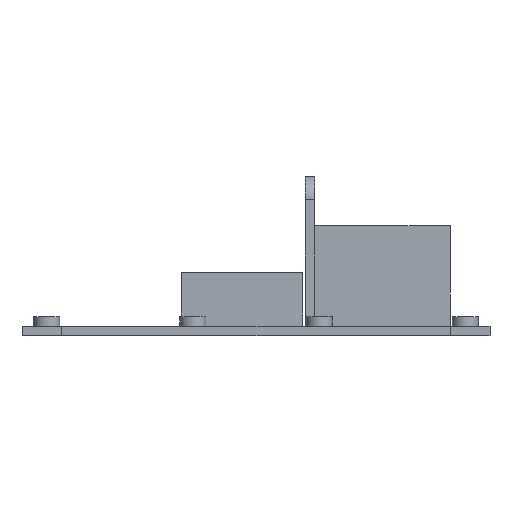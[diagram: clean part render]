
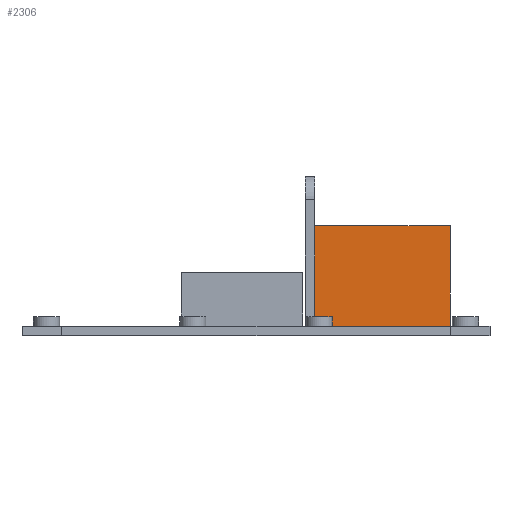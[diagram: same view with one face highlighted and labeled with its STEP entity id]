
A CAD part, left-side view. The second image highlights one B-rep face of the part: STEP entity #2306.
In plain terms, the highlighted planar face has unit normal (-1, 0, 0).
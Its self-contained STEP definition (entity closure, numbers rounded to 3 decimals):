
#32 = PLANE('',#33);
#33 = AXIS2_PLACEMENT_3D('',#34,#35,#36);
#34 = CARTESIAN_POINT('',(15.734,-12.5,14.494));
#35 = DIRECTION('',(-0.,-1.,-0.));
#36 = DIRECTION('',(0.,0.,-1.));
#190 = PLANE('',#191);
#191 = AXIS2_PLACEMENT_3D('',#192,#193,#194);
#192 = CARTESIAN_POINT('',(0.,0.,2.));
#193 = DIRECTION('',(0.,0.,1.));
#194 = DIRECTION('',(1.,0.,0.));
#292 = VERTEX_POINT('',#293);
#293 = CARTESIAN_POINT('',(39.5,-12.5,2.));
#314 = EDGE_CURVE('',#292,#315,#317,.T.);
#315 = VERTEX_POINT('',#316);
#316 = CARTESIAN_POINT('',(39.5,-12.5,6.5));
#317 = SURFACE_CURVE('',#318,(#322,#329),.PCURVE_S1.);
#318 = LINE('',#319,#320);
#319 = CARTESIAN_POINT('',(39.5,-12.5,2.));
#320 = VECTOR('',#321,1.);
#321 = DIRECTION('',(0.,0.,1.));
#322 = PCURVE('',#32,#323);
#323 = DEFINITIONAL_REPRESENTATION('',(#324),#328);
#324 = LINE('',#325,#326);
#325 = CARTESIAN_POINT('',(12.494,23.766));
#326 = VECTOR('',#327,1.);
#327 = DIRECTION('',(-1.,0.));
#328 = ( GEOMETRIC_REPRESENTATION_CONTEXT(2) 
PARAMETRIC_REPRESENTATION_CONTEXT() REPRESENTATION_CONTEXT('2D SPACE',''
  ) );
#329 = PCURVE('',#330,#335);
#330 = PLANE('',#331);
#331 = AXIS2_PLACEMENT_3D('',#332,#333,#334);
#332 = CARTESIAN_POINT('',(39.5,-12.5,2.));
#333 = DIRECTION('',(1.,0.,0.));
#334 = DIRECTION('',(0.,-1.,0.));
#335 = DEFINITIONAL_REPRESENTATION('',(#336),#340);
#336 = LINE('',#337,#338);
#337 = CARTESIAN_POINT('',(0.,0.));
#338 = VECTOR('',#339,1.);
#339 = DIRECTION('',(0.,-1.));
#340 = ( GEOMETRIC_REPRESENTATION_CONTEXT(2) 
PARAMETRIC_REPRESENTATION_CONTEXT() REPRESENTATION_CONTEXT('2D SPACE',''
  ) );
#1676 = VERTEX_POINT('',#1677);
#1677 = CARTESIAN_POINT('',(39.5,-41.5,2.));
#1691 = PLANE('',#1692);
#1692 = AXIS2_PLACEMENT_3D('',#1693,#1694,#1695);
#1693 = CARTESIAN_POINT('',(39.5,-41.5,2.));
#1694 = DIRECTION('',(0.,1.,0.));
#1695 = DIRECTION('',(1.,0.,0.));
#1703 = EDGE_CURVE('',#292,#1676,#1704,.T.);
#1704 = SURFACE_CURVE('',#1705,(#1709,#1716),.PCURVE_S1.);
#1705 = LINE('',#1706,#1707);
#1706 = CARTESIAN_POINT('',(39.5,-12.5,2.));
#1707 = VECTOR('',#1708,1.);
#1708 = DIRECTION('',(0.,-1.,0.));
#1709 = PCURVE('',#190,#1710);
#1710 = DEFINITIONAL_REPRESENTATION('',(#1711),#1715);
#1711 = LINE('',#1712,#1713);
#1712 = CARTESIAN_POINT('',(39.5,-12.5));
#1713 = VECTOR('',#1714,1.);
#1714 = DIRECTION('',(0.,-1.));
#1715 = ( GEOMETRIC_REPRESENTATION_CONTEXT(2) 
PARAMETRIC_REPRESENTATION_CONTEXT() REPRESENTATION_CONTEXT('2D SPACE',''
  ) );
#1716 = PCURVE('',#330,#1717);
#1717 = DEFINITIONAL_REPRESENTATION('',(#1718),#1722);
#1718 = LINE('',#1719,#1720);
#1719 = CARTESIAN_POINT('',(0.,0.));
#1720 = VECTOR('',#1721,1.);
#1721 = DIRECTION('',(1.,0.));
#1722 = ( GEOMETRIC_REPRESENTATION_CONTEXT(2) 
PARAMETRIC_REPRESENTATION_CONTEXT() REPRESENTATION_CONTEXT('2D SPACE',''
  ) );
#2227 = PLANE('',#2228);
#2228 = AXIS2_PLACEMENT_3D('',#2229,#2230,#2231);
#2229 = CARTESIAN_POINT('',(41.5,-12.5,2.));
#2230 = DIRECTION('',(0.,-1.,0.));
#2231 = DIRECTION('',(-1.,0.,0.));
#2306 = ADVANCED_FACE('',(#2307),#330,.F.);
#2307 = FACE_BOUND('',#2308,.F.);
#2308 = EDGE_LOOP('',(#2309,#2310,#2333,#2361,#2382));
#2309 = ORIENTED_EDGE('',*,*,#314,.T.);
#2310 = ORIENTED_EDGE('',*,*,#2311,.T.);
#2311 = EDGE_CURVE('',#315,#2312,#2314,.T.);
#2312 = VERTEX_POINT('',#2313);
#2313 = CARTESIAN_POINT('',(39.5,-12.5,23.5));
#2314 = SURFACE_CURVE('',#2315,(#2319,#2326),.PCURVE_S1.);
#2315 = LINE('',#2316,#2317);
#2316 = CARTESIAN_POINT('',(39.5,-12.5,2.));
#2317 = VECTOR('',#2318,1.);
#2318 = DIRECTION('',(0.,0.,1.));
#2319 = PCURVE('',#330,#2320);
#2320 = DEFINITIONAL_REPRESENTATION('',(#2321),#2325);
#2321 = LINE('',#2322,#2323);
#2322 = CARTESIAN_POINT('',(0.,0.));
#2323 = VECTOR('',#2324,1.);
#2324 = DIRECTION('',(0.,-1.));
#2325 = ( GEOMETRIC_REPRESENTATION_CONTEXT(2) 
PARAMETRIC_REPRESENTATION_CONTEXT() REPRESENTATION_CONTEXT('2D SPACE',''
  ) );
#2326 = PCURVE('',#2227,#2327);
#2327 = DEFINITIONAL_REPRESENTATION('',(#2328),#2332);
#2328 = LINE('',#2329,#2330);
#2329 = CARTESIAN_POINT('',(2.,0.));
#2330 = VECTOR('',#2331,1.);
#2331 = DIRECTION('',(0.,-1.));
#2332 = ( GEOMETRIC_REPRESENTATION_CONTEXT(2) 
PARAMETRIC_REPRESENTATION_CONTEXT() REPRESENTATION_CONTEXT('2D SPACE',''
  ) );
#2333 = ORIENTED_EDGE('',*,*,#2334,.T.);
#2334 = EDGE_CURVE('',#2312,#2335,#2337,.T.);
#2335 = VERTEX_POINT('',#2336);
#2336 = CARTESIAN_POINT('',(39.5,-41.5,23.5));
#2337 = SURFACE_CURVE('',#2338,(#2342,#2349),.PCURVE_S1.);
#2338 = LINE('',#2339,#2340);
#2339 = CARTESIAN_POINT('',(39.5,-12.5,23.5));
#2340 = VECTOR('',#2341,1.);
#2341 = DIRECTION('',(0.,-1.,0.));
#2342 = PCURVE('',#330,#2343);
#2343 = DEFINITIONAL_REPRESENTATION('',(#2344),#2348);
#2344 = LINE('',#2345,#2346);
#2345 = CARTESIAN_POINT('',(0.,-21.5));
#2346 = VECTOR('',#2347,1.);
#2347 = DIRECTION('',(1.,0.));
#2348 = ( GEOMETRIC_REPRESENTATION_CONTEXT(2) 
PARAMETRIC_REPRESENTATION_CONTEXT() REPRESENTATION_CONTEXT('2D SPACE',''
  ) );
#2349 = PCURVE('',#2350,#2355);
#2350 = PLANE('',#2351);
#2351 = AXIS2_PLACEMENT_3D('',#2352,#2353,#2354);
#2352 = CARTESIAN_POINT('',(40.5,-27.,23.5));
#2353 = DIRECTION('',(0.,0.,1.));
#2354 = DIRECTION('',(1.,0.,0.));
#2355 = DEFINITIONAL_REPRESENTATION('',(#2356),#2360);
#2356 = LINE('',#2357,#2358);
#2357 = CARTESIAN_POINT('',(-1.,14.5));
#2358 = VECTOR('',#2359,1.);
#2359 = DIRECTION('',(0.,-1.));
#2360 = ( GEOMETRIC_REPRESENTATION_CONTEXT(2) 
PARAMETRIC_REPRESENTATION_CONTEXT() REPRESENTATION_CONTEXT('2D SPACE',''
  ) );
#2361 = ORIENTED_EDGE('',*,*,#2362,.F.);
#2362 = EDGE_CURVE('',#1676,#2335,#2363,.T.);
#2363 = SURFACE_CURVE('',#2364,(#2368,#2375),.PCURVE_S1.);
#2364 = LINE('',#2365,#2366);
#2365 = CARTESIAN_POINT('',(39.5,-41.5,2.));
#2366 = VECTOR('',#2367,1.);
#2367 = DIRECTION('',(0.,0.,1.));
#2368 = PCURVE('',#330,#2369);
#2369 = DEFINITIONAL_REPRESENTATION('',(#2370),#2374);
#2370 = LINE('',#2371,#2372);
#2371 = CARTESIAN_POINT('',(29.,0.));
#2372 = VECTOR('',#2373,1.);
#2373 = DIRECTION('',(0.,-1.));
#2374 = ( GEOMETRIC_REPRESENTATION_CONTEXT(2) 
PARAMETRIC_REPRESENTATION_CONTEXT() REPRESENTATION_CONTEXT('2D SPACE',''
  ) );
#2375 = PCURVE('',#1691,#2376);
#2376 = DEFINITIONAL_REPRESENTATION('',(#2377),#2381);
#2377 = LINE('',#2378,#2379);
#2378 = CARTESIAN_POINT('',(0.,0.));
#2379 = VECTOR('',#2380,1.);
#2380 = DIRECTION('',(0.,-1.));
#2381 = ( GEOMETRIC_REPRESENTATION_CONTEXT(2) 
PARAMETRIC_REPRESENTATION_CONTEXT() REPRESENTATION_CONTEXT('2D SPACE',''
  ) );
#2382 = ORIENTED_EDGE('',*,*,#1703,.F.);
